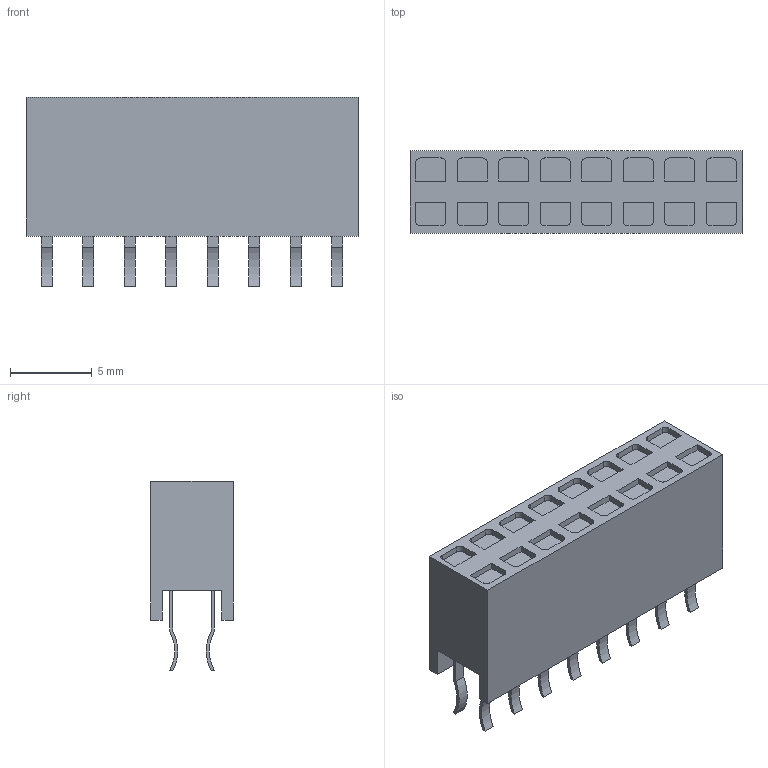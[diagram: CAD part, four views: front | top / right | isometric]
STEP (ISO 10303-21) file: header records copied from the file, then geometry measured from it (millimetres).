
FILE_DESCRIPTION(('STEP AP214'),'1');
FILE_NAME('57585.stp','2017-04-01T00:03:24',('TraceParts'),('TraceParts S.A.'),'Spatial InterOp 3D',' ',' ');
FILE_SCHEMA(('automotive_design'));
Length unit declared in the file: millimetre
Products named in the file (1): 57585
Bounding box: 20.32 x 5.06 x 11.6 mm (x, y, z)
Volume: 734.4 mm3; surface area: 880.6 mm2
Topology: 1 solids, 1 shells, 242 faces, 621 edges, 414 vertices
Faces by surface type: plane 178, cylinder 64
Entity records: 7328 total; most frequent: CARTESIAN_POINT 1278, ORIENTED_EDGE 1242, DIRECTION 1235, EDGE_CURVE 621, LINE 493, VECTOR 493, VERTEX_POINT 414, AXIS2_PLACEMENT_3D 371
